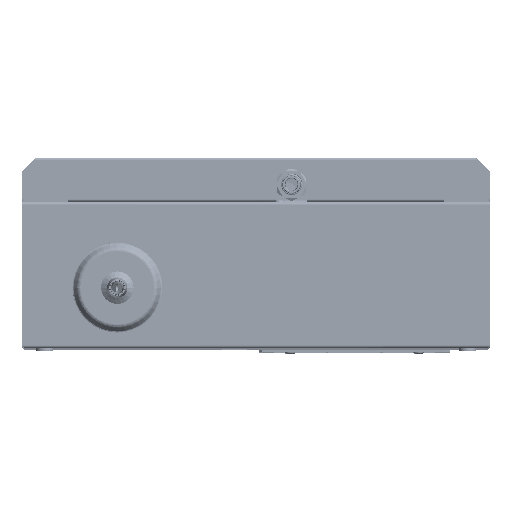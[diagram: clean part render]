
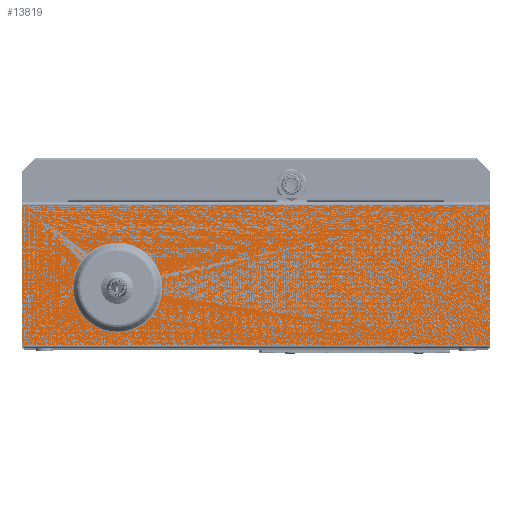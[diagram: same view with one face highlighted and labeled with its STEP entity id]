
A CAD part, top view. The second image highlights one B-rep face of the part: STEP entity #13819.
In plain terms, the highlighted planar face has unit normal (0, 0, 1).
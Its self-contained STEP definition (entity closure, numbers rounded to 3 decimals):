
#3419=DIRECTION('',(1.,0.,0.));
#3420=VECTOR('',#3419,270.);
#3421=CARTESIAN_POINT('',(-135.,1.8,260.));
#3422=LINE('',#3421,#3420);
#3426=CARTESIAN_POINT('',(135.,1.8,260.));
#3455=CARTESIAN_POINT('',(-80.,35.,260.));
#3456=DIRECTION('',(0.,0.,1.));
#3457=DIRECTION('',(-1.,0.,0.));
#3458=AXIS2_PLACEMENT_3D('',#3455,#3456,#3457);
#3463=CARTESIAN_POINT('',(-80.,35.,260.));
#3464=DIRECTION('',(0.,0.,1.));
#3465=DIRECTION('',(1.,0.,0.));
#3466=AXIS2_PLACEMENT_3D('',#3463,#3464,#3465);
#3489=DIRECTION('',(-1.,0.,0.));
#3490=VECTOR('',#3489,270.);
#3491=CARTESIAN_POINT('',(135.,82.7,260.));
#3492=LINE('',#3491,#3490);
#4482=DIRECTION('',(0.,-1.,0.));
#4483=VECTOR('',#4482,80.9);
#4484=CARTESIAN_POINT('',(-135.,82.7,260.));
#4485=LINE('',#4484,#4483);
#5872=DIRECTION('',(0.,1.,0.));
#5873=VECTOR('',#5872,80.9);
#5874=CARTESIAN_POINT('',(135.,1.8,260.));
#5875=LINE('',#5874,#5873);
#10807=VERTEX_POINT('',#3426);
#10810=CARTESIAN_POINT('',(-135.,1.8,260.));
#10811=VERTEX_POINT('',#10810);
#10812=CARTESIAN_POINT('',(135.,82.7,260.));
#10813=CARTESIAN_POINT('',(-135.,82.7,260.));
#10814=VERTEX_POINT('',#10812);
#10815=VERTEX_POINT('',#10813);
#10816=CARTESIAN_POINT('',(-106.,35.,260.));
#10817=CARTESIAN_POINT('',(-54.,35.,260.));
#10818=VERTEX_POINT('',#10816);
#10819=VERTEX_POINT('',#10817);
#13799=CARTESIAN_POINT('',(133.2,84.5,260.));
#13800=DIRECTION('',(0.,0.,1.));
#13801=DIRECTION('',(0.,-1.,0.));
#13802=AXIS2_PLACEMENT_3D('',#13799,#13800,#13801);
#13803=PLANE('',#13802);
#13805=ORIENTED_EDGE('',*,*,#13804,.F.);
#13807=ORIENTED_EDGE('',*,*,#13806,.F.);
#13808=ORIENTED_EDGE('',*,*,#13790,.F.);
#13810=ORIENTED_EDGE('',*,*,#13809,.F.);
#13811=EDGE_LOOP('',(#13805,#13807,#13808,#13810));
#13812=FACE_OUTER_BOUND('',#13811,.F.);
#13814=ORIENTED_EDGE('',*,*,#13813,.T.);
#13816=ORIENTED_EDGE('',*,*,#13815,.T.);
#13817=EDGE_LOOP('',(#13814,#13816));
#13818=FACE_BOUND('',#13817,.F.);
#3459=CIRCLE('',#3458,26.);
#3467=CIRCLE('',#3466,26.);
#13790=EDGE_CURVE('',#10811,#10807,#3422,.T.);
#13804=EDGE_CURVE('',#10814,#10815,#3492,.T.);
#13806=EDGE_CURVE('',#10807,#10814,#5875,.T.);
#13809=EDGE_CURVE('',#10815,#10811,#4485,.T.);
#13813=EDGE_CURVE('',#10818,#10819,#3459,.T.);
#13815=EDGE_CURVE('',#10819,#10818,#3467,.T.);
#13819=ADVANCED_FACE('',(#13812,#13818),#13803,.T.);
